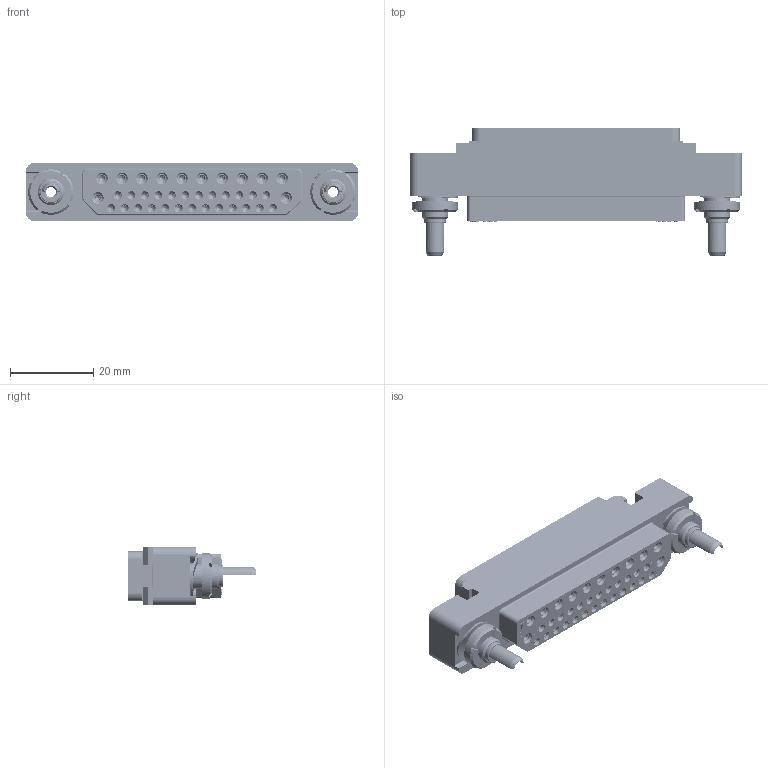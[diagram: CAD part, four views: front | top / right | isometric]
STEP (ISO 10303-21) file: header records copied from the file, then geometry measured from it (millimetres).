
FILE_DESCRIPTION((''),'2;1');
FILE_NAME('1900ND09S1B00B','2020-08-03T',('presta_be4'),(''),'CREO PARAMETRIC BY PTC INC, 2018360','CREO PARAMETRIC BY PTC INC, 2018360','');
FILE_SCHEMA(('CONFIG_CONTROL_DESIGN'));
Products named in the file (1): 1900ND09S1B00B
Bounding box: 80 x 30.77 x 14 mm (x, y, z)
Volume: 16337.4 mm3; surface area: 24470 mm2
Topology: 1 solids, 1 shells, 7079 faces, 17654 edges, 10666 vertices
Faces by surface type: plane 2450, torus 1686, cone 1529, cylinder 1388, extrusion 26
Entity records: 216131 total; most frequent: CARTESIAN_POINT 46178, DIRECTION 37335, ORIENTED_EDGE 35004, EDGE_CURVE 17502, AXIS2_PLACEMENT_3D 15029, VERTEX_POINT 10666, CIRCLE 7976, EDGE_LOOP 7704
